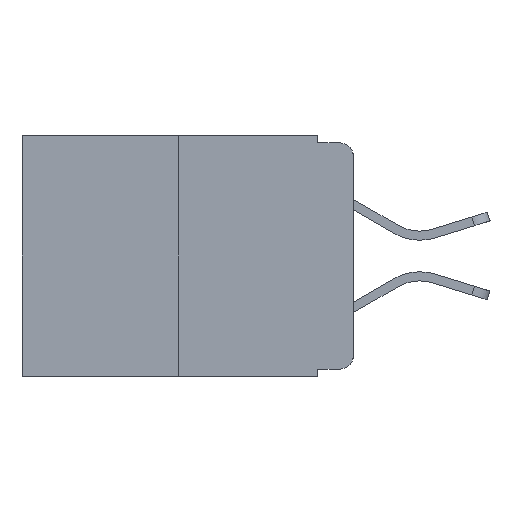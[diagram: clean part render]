
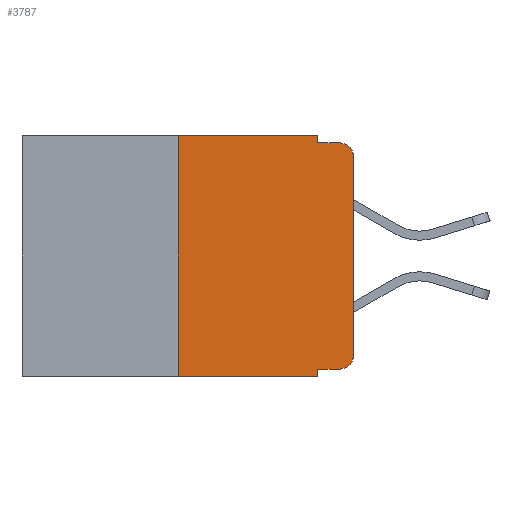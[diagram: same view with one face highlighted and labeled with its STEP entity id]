
A CAD part, left-side view. The second image highlights one B-rep face of the part: STEP entity #3787.
In plain terms, the highlighted planar face has unit normal (-1, 0, 0).
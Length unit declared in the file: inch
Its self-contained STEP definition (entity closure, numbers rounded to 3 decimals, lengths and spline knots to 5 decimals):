
#414 = DIRECTION ( 'NONE',  ( -1., 0., 0. ) ) ;
#461 = FACE_OUTER_BOUND ( 'NONE', #6601, .T. ) ;
#485 = DIRECTION ( 'NONE',  ( 0., 0., -1. ) ) ;
#637 = ORIENTED_EDGE ( 'NONE', *, *, #12992, .T. ) ;
#716 = VERTEX_POINT ( 'NONE', #5842 ) ;
#802 = LINE ( 'NONE', #8892, #9128 ) ;
#828 = DIRECTION ( 'NONE',  ( 0., -1., 0. ) ) ;
#830 = AXIS2_PLACEMENT_3D ( 'NONE', #12948, #414, #3663 ) ;
#927 = CARTESIAN_POINT ( 'NONE',  ( 0., 0.051, -0.01 ) ) ;
#952 = VERTEX_POINT ( 'NONE', #2012 ) ;
#987 = ORIENTED_EDGE ( 'NONE', *, *, #11026, .F. ) ;
#1704 = DIRECTION ( 'NONE',  ( 0., -1., 0. ) ) ;
#2012 = CARTESIAN_POINT ( 'NONE',  ( 0., 0.25, 0. ) ) ;
#2059 = VERTEX_POINT ( 'NONE', #12873 ) ;
#2196 = DIRECTION ( 'NONE',  ( 1., 0., 0. ) ) ;
#2256 = EDGE_CURVE ( 'NONE', #3762, #10274, #3657, .T. ) ;
#2269 = VECTOR ( 'NONE', #5293, 39.37008 ) ;
#2822 = DIRECTION ( 'NONE',  ( -1., 0., 0. ) ) ;
#2855 = CARTESIAN_POINT ( 'NONE',  ( 0., 0.051, 0. ) ) ;
#3134 = ORIENTED_EDGE ( 'NONE', *, *, #3695, .T. ) ;
#3438 = ORIENTED_EDGE ( 'NONE', *, *, #10658, .F. ) ;
#3657 = LINE ( 'NONE', #2855, #10770 ) ;
#3663 = DIRECTION ( 'NONE',  ( 0., 0., -1. ) ) ;
#3695 = EDGE_CURVE ( 'NONE', #716, #6609, #12298, .T. ) ;
#3762 = VERTEX_POINT ( 'NONE', #9325 ) ;
#3787 = ADVANCED_FACE ( 'NONE', ( #461 ), #10846, .F. ) ;
#3792 = VERTEX_POINT ( 'NONE', #9842 ) ;
#3908 = LINE ( 'NONE', #5706, #8171 ) ;
#4280 = DIRECTION ( 'NONE',  ( 0., 0., 1. ) ) ;
#4320 = CARTESIAN_POINT ( 'NONE',  ( 0., 0., 0. ) ) ;
#4442 = VERTEX_POINT ( 'NONE', #7865 ) ;
#4453 = VERTEX_POINT ( 'NONE', #11236 ) ;
#4517 = CARTESIAN_POINT ( 'NONE',  ( 0., 0.051, -0.01 ) ) ;
#4563 = CARTESIAN_POINT ( 'NONE',  ( 0., 0.051, 0. ) ) ;
#4830 = VECTOR ( 'NONE', #4280, 39.37008 ) ;
#5212 = EDGE_CURVE ( 'NONE', #6609, #4442, #10587, .T. ) ;
#5293 = DIRECTION ( 'NONE',  ( 0., 0., 1. ) ) ;
#5317 = CARTESIAN_POINT ( 'NONE',  ( 0., 0.25, 0. ) ) ;
#5573 = VECTOR ( 'NONE', #828, 39.37008 ) ;
#5706 = CARTESIAN_POINT ( 'NONE',  ( 0., 0.473, -0.343 ) ) ;
#5708 = VECTOR ( 'NONE', #485, 39.37008 ) ;
#5825 = CARTESIAN_POINT ( 'NONE',  ( 0., 0.02, -0.03 ) ) ;
#5842 = CARTESIAN_POINT ( 'NONE',  ( 0., 0.051, -0.333 ) ) ;
#6016 = ORIENTED_EDGE ( 'NONE', *, *, #7350, .F. ) ;
#6152 = CARTESIAN_POINT ( 'NONE',  ( 0., 0.051, -0.333 ) ) ;
#6421 = CARTESIAN_POINT ( 'NONE',  ( 0., 0.02, -0.333 ) ) ;
#6556 = CIRCLE ( 'NONE', #12589, 0.02 ) ;
#6601 = EDGE_LOOP ( 'NONE', ( #11837, #6892, #7796, #10232, #6016, #987, #637, #3438, #3134, #12693 ) ) ;
#6602 = EDGE_CURVE ( 'NONE', #10274, #3792, #11993, .T. ) ;
#6609 = VERTEX_POINT ( 'NONE', #6421 ) ;
#6813 = DIRECTION ( 'NONE',  ( 0., 0., -1. ) ) ;
#6892 = ORIENTED_EDGE ( 'NONE', *, *, #9683, .T. ) ;
#7160 = LINE ( 'NONE', #5317, #4830 ) ;
#7303 = DIRECTION ( 'NONE',  ( 0., 0., -1. ) ) ;
#7350 = EDGE_CURVE ( 'NONE', #952, #3762, #802, .T. ) ;
#7408 = LINE ( 'NONE', #4320, #2269 ) ;
#7796 = ORIENTED_EDGE ( 'NONE', *, *, #6602, .F. ) ;
#7865 = CARTESIAN_POINT ( 'NONE',  ( 0., 0., -0.313 ) ) ;
#8171 = VECTOR ( 'NONE', #11935, 39.37008 ) ;
#8322 = CARTESIAN_POINT ( 'NONE',  ( 0., 0.473, 0. ) ) ;
#8453 = DIRECTION ( 'NONE',  ( 0., -1., 0. ) ) ;
#8892 = CARTESIAN_POINT ( 'NONE',  ( 0., 0.473, 0. ) ) ;
#9041 = AXIS2_PLACEMENT_3D ( 'NONE', #8322, #2196, #7303 ) ;
#9128 = VECTOR ( 'NONE', #1704, 39.37008 ) ;
#9325 = CARTESIAN_POINT ( 'NONE',  ( 0., 0.051, 0. ) ) ;
#9683 = EDGE_CURVE ( 'NONE', #11163, #3792, #6556, .T. ) ;
#9799 = LINE ( 'NONE', #4563, #5708 ) ;
#9842 = CARTESIAN_POINT ( 'NONE',  ( 0., 0.02, -0.01 ) ) ;
#9972 = VECTOR ( 'NONE', #8453, 39.37008 ) ;
#10232 = ORIENTED_EDGE ( 'NONE', *, *, #2256, .F. ) ;
#10274 = VERTEX_POINT ( 'NONE', #4517 ) ;
#10587 = CIRCLE ( 'NONE', #830, 0.02 ) ;
#10658 = EDGE_CURVE ( 'NONE', #716, #2059, #9799, .T. ) ;
#10770 = VECTOR ( 'NONE', #6813, 39.37008 ) ;
#10846 = PLANE ( 'NONE',  #9041 ) ;
#11026 = EDGE_CURVE ( 'NONE', #4453, #952, #7160, .T. ) ;
#11163 = VERTEX_POINT ( 'NONE', #11675 ) ;
#11236 = CARTESIAN_POINT ( 'NONE',  ( 0., 0.25, -0.343 ) ) ;
#11675 = CARTESIAN_POINT ( 'NONE',  ( 0., 0., -0.03 ) ) ;
#11837 = ORIENTED_EDGE ( 'NONE', *, *, #11995, .T. ) ;
#11935 = DIRECTION ( 'NONE',  ( 0., -1., 0. ) ) ;
#11993 = LINE ( 'NONE', #927, #9972 ) ;
#11995 = EDGE_CURVE ( 'NONE', #4442, #11163, #7408, .T. ) ;
#12298 = LINE ( 'NONE', #6152, #5573 ) ;
#12589 = AXIS2_PLACEMENT_3D ( 'NONE', #5825, #2822, #13044 ) ;
#12693 = ORIENTED_EDGE ( 'NONE', *, *, #5212, .T. ) ;
#12873 = CARTESIAN_POINT ( 'NONE',  ( 0., 0.051, -0.343 ) ) ;
#12948 = CARTESIAN_POINT ( 'NONE',  ( 0., 0.02, -0.313 ) ) ;
#12992 = EDGE_CURVE ( 'NONE', #4453, #2059, #3908, .T. ) ;
#13044 = DIRECTION ( 'NONE',  ( 0., 0., -1. ) ) ;
